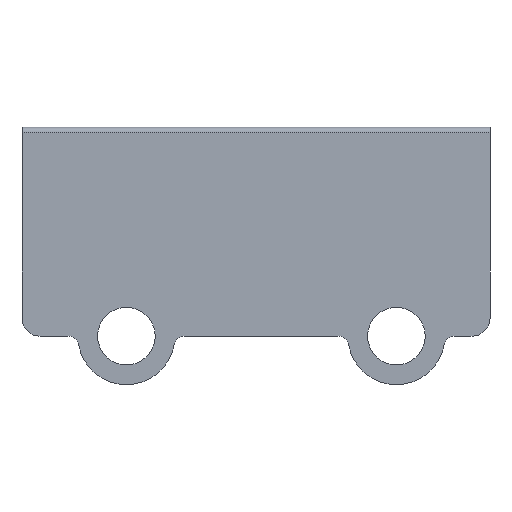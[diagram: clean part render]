
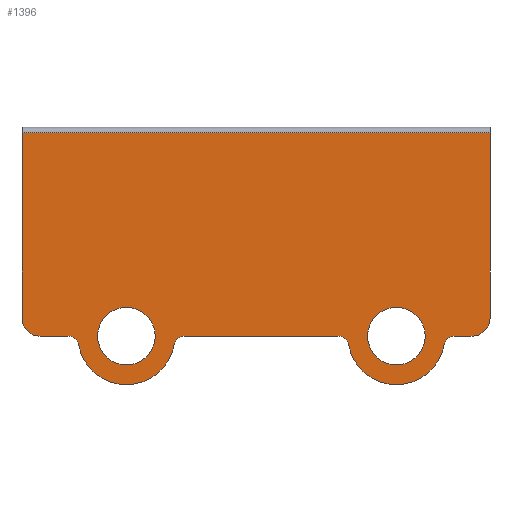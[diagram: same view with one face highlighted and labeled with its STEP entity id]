
A CAD part, left-side view. The second image highlights one B-rep face of the part: STEP entity #1396.
In plain terms, the highlighted planar face has unit normal (-1, 0, 0).
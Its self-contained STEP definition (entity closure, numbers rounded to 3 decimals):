
#353=DIRECTION('',(0.,0.,-1.));
#354=VECTOR('',#353,10.3);
#355=CARTESIAN_POINT('',(-4.3,-13.,-0.1));
#356=LINE('',#355,#354);
#425=CARTESIAN_POINT('',(-4.3,-7.8,-11.4));
#426=DIRECTION('',(1.,0.,0.));
#427=DIRECTION('',(0.,0.,1.));
#428=AXIS2_PLACEMENT_3D('',#425,#426,#427);
#430=CARTESIAN_POINT('',(-4.3,-7.8,-11.4));
#431=DIRECTION('',(1.,0.,0.));
#432=DIRECTION('',(0.,0.,-1.));
#433=AXIS2_PLACEMENT_3D('',#430,#431,#432);
#435=CARTESIAN_POINT('',(-4.3,7.2,-11.4));
#436=DIRECTION('',(1.,0.,0.));
#437=DIRECTION('',(0.,0.,1.));
#438=AXIS2_PLACEMENT_3D('',#435,#436,#437);
#440=CARTESIAN_POINT('',(-4.3,7.2,-11.4));
#441=DIRECTION('',(1.,0.,0.));
#442=DIRECTION('',(0.,0.,-1.));
#443=AXIS2_PLACEMENT_3D('',#440,#441,#442);
#445=CARTESIAN_POINT('',(-4.3,12.,-10.4));
#446=DIRECTION('',(-1.,0.,0.));
#447=DIRECTION('',(0.,1.,0.));
#448=AXIS2_PLACEMENT_3D('',#445,#446,#447);
#450=DIRECTION('',(0.,1.,0.));
#451=VECTOR('',#450,26.);
#452=CARTESIAN_POINT('',(-4.3,-13.,-0.1));
#453=LINE('',#452,#451);
#454=CARTESIAN_POINT('',(-4.3,-12.,-10.4));
#455=DIRECTION('',(-1.,0.,0.));
#456=DIRECTION('',(0.,0.,-1.));
#457=AXIS2_PLACEMENT_3D('',#454,#455,#456);
#459=DIRECTION('',(0.,1.,0.));
#460=VECTOR('',#459,0.955);
#461=CARTESIAN_POINT('',(-4.3,-12.,-11.4));
#462=LINE('',#461,#460);
#463=CARTESIAN_POINT('',(-4.3,-7.8,-11.4));
#464=DIRECTION('',(1.,0.,0.));
#465=DIRECTION('',(0.,-0.983,-0.182));
#466=AXIS2_PLACEMENT_3D('',#463,#464,#465);
#468=DIRECTION('',(0.,1.,0.));
#469=VECTOR('',#468,8.51);
#470=CARTESIAN_POINT('',(-4.3,-4.555,-11.4));
#471=LINE('',#470,#469);
#472=CARTESIAN_POINT('',(-4.3,7.2,-11.4));
#473=DIRECTION('',(1.,0.,0.));
#474=DIRECTION('',(0.,-0.983,-0.182));
#475=AXIS2_PLACEMENT_3D('',#472,#473,#474);
#477=DIRECTION('',(0.,-1.,0.));
#478=VECTOR('',#477,1.555);
#479=CARTESIAN_POINT('',(-4.3,12.,-11.4));
#480=LINE('',#479,#478);
#501=DIRECTION('',(0.,0.,-1.));
#502=VECTOR('',#501,10.3);
#503=CARTESIAN_POINT('',(-4.3,13.,-0.1));
#504=LINE('',#503,#502);
#518=CARTESIAN_POINT('',(-4.3,10.445,-12.));
#519=DIRECTION('',(1.,0.,0.));
#520=DIRECTION('',(0.,0.,1.));
#521=AXIS2_PLACEMENT_3D('',#518,#519,#520);
#536=CARTESIAN_POINT('',(-4.3,3.955,-12.));
#537=DIRECTION('',(1.,0.,0.));
#538=DIRECTION('',(0.,0.983,0.182));
#539=AXIS2_PLACEMENT_3D('',#536,#537,#538);
#554=CARTESIAN_POINT('',(-4.3,-4.555,-12.));
#555=DIRECTION('',(1.,0.,0.));
#556=DIRECTION('',(0.,0.,1.));
#557=AXIS2_PLACEMENT_3D('',#554,#555,#556);
#572=CARTESIAN_POINT('',(-4.3,-11.045,-12.));
#573=DIRECTION('',(1.,0.,0.));
#574=DIRECTION('',(0.,0.983,0.182));
#575=AXIS2_PLACEMENT_3D('',#572,#573,#574);
#619=CARTESIAN_POINT('',(-4.3,-13.,-0.1));
#620=VERTEX_POINT('',#619);
#627=CARTESIAN_POINT('',(-4.3,13.,-0.1));
#628=VERTEX_POINT('',#627);
#637=CARTESIAN_POINT('',(-4.3,7.2,-9.8));
#638=CARTESIAN_POINT('',(-4.3,7.2,-13.));
#639=VERTEX_POINT('',#637);
#640=VERTEX_POINT('',#638);
#641=CARTESIAN_POINT('',(-4.3,-7.8,-9.8));
#642=CARTESIAN_POINT('',(-4.3,-7.8,-13.));
#643=VERTEX_POINT('',#641);
#644=VERTEX_POINT('',#642);
#662=CARTESIAN_POINT('',(-4.3,9.855,-11.891));
#664=VERTEX_POINT('',#662);
#666=CARTESIAN_POINT('',(-4.3,10.445,-11.4));
#668=VERTEX_POINT('',#666);
#678=CARTESIAN_POINT('',(-4.3,3.955,-11.4));
#680=VERTEX_POINT('',#678);
#682=CARTESIAN_POINT('',(-4.3,4.545,-11.891));
#684=VERTEX_POINT('',#682);
#702=CARTESIAN_POINT('',(-4.3,-5.145,-11.891));
#704=VERTEX_POINT('',#702);
#706=CARTESIAN_POINT('',(-4.3,-4.555,-11.4));
#708=VERTEX_POINT('',#706);
#710=CARTESIAN_POINT('',(-4.3,-11.045,-11.4));
#712=VERTEX_POINT('',#710);
#714=CARTESIAN_POINT('',(-4.3,-10.455,-11.891));
#716=VERTEX_POINT('',#714);
#729=CARTESIAN_POINT('',(-4.3,13.,-10.4));
#730=VERTEX_POINT('',#729);
#731=CARTESIAN_POINT('',(-4.3,12.,-11.4));
#732=VERTEX_POINT('',#731);
#745=CARTESIAN_POINT('',(-4.3,-12.,-11.4));
#746=VERTEX_POINT('',#745);
#747=CARTESIAN_POINT('',(-4.3,-13.,-10.4));
#748=VERTEX_POINT('',#747);
#1353=CARTESIAN_POINT('',(-4.3,-13.,-0.1));
#1354=DIRECTION('',(1.,0.,0.));
#1355=DIRECTION('',(0.,0.,-1.));
#1356=AXIS2_PLACEMENT_3D('',#1353,#1354,#1355);
#1357=PLANE('',#1356);
#1359=ORIENTED_EDGE('',*,*,#1358,.F.);
#1361=ORIENTED_EDGE('',*,*,#1360,.F.);
#1363=ORIENTED_EDGE('',*,*,#1362,.F.);
#1364=ORIENTED_EDGE('',*,*,#1257,.T.);
#1365=ORIENTED_EDGE('',*,*,#1274,.F.);
#1367=ORIENTED_EDGE('',*,*,#1366,.T.);
#1369=ORIENTED_EDGE('',*,*,#1368,.F.);
#1371=ORIENTED_EDGE('',*,*,#1370,.T.);
#1373=ORIENTED_EDGE('',*,*,#1372,.F.);
#1375=ORIENTED_EDGE('',*,*,#1374,.T.);
#1377=ORIENTED_EDGE('',*,*,#1376,.F.);
#1379=ORIENTED_EDGE('',*,*,#1378,.T.);
#1381=ORIENTED_EDGE('',*,*,#1380,.F.);
#1383=ORIENTED_EDGE('',*,*,#1382,.F.);
#1384=EDGE_LOOP('',(#1359,#1361,#1363,#1364,#1365,#1367,#1369,#1371,#1373,#1375,
#1377,#1379,#1381,#1383));
#1385=FACE_OUTER_BOUND('',#1384,.F.);
#1386=ORIENTED_EDGE('',*,*,#1333,.F.);
#1387=ORIENTED_EDGE('',*,*,#1347,.F.);
#1388=EDGE_LOOP('',(#1386,#1387));
#1389=FACE_BOUND('',#1388,.F.);
#1391=ORIENTED_EDGE('',*,*,#1390,.F.);
#1393=ORIENTED_EDGE('',*,*,#1392,.F.);
#1394=EDGE_LOOP('',(#1391,#1393));
#1395=FACE_BOUND('',#1394,.F.);
#1396=ADVANCED_FACE('',(#1385,#1389,#1395),#1357,.F.);
#429=CIRCLE('',#428,1.6);
#434=CIRCLE('',#433,1.6);
#439=CIRCLE('',#438,1.6);
#444=CIRCLE('',#443,1.6);
#449=CIRCLE('',#448,1.);
#458=CIRCLE('',#457,1.);
#467=CIRCLE('',#466,2.7);
#476=CIRCLE('',#475,2.7);
#522=CIRCLE('',#521,0.6);
#540=CIRCLE('',#539,0.6);
#558=CIRCLE('',#557,0.6);
#576=CIRCLE('',#575,0.6);
#1257=EDGE_CURVE('',#620,#748,#356,.T.);
#1274=EDGE_CURVE('',#746,#748,#458,.T.);
#1333=EDGE_CURVE('',#639,#640,#439,.T.);
#1347=EDGE_CURVE('',#640,#639,#444,.T.);
#1358=EDGE_CURVE('',#730,#732,#449,.T.);
#1360=EDGE_CURVE('',#628,#730,#504,.T.);
#1362=EDGE_CURVE('',#620,#628,#453,.T.);
#1366=EDGE_CURVE('',#746,#712,#462,.T.);
#1368=EDGE_CURVE('',#716,#712,#576,.T.);
#1370=EDGE_CURVE('',#716,#704,#467,.T.);
#1372=EDGE_CURVE('',#708,#704,#558,.T.);
#1374=EDGE_CURVE('',#708,#680,#471,.T.);
#1376=EDGE_CURVE('',#684,#680,#540,.T.);
#1378=EDGE_CURVE('',#684,#664,#476,.T.);
#1380=EDGE_CURVE('',#668,#664,#522,.T.);
#1382=EDGE_CURVE('',#732,#668,#480,.T.);
#1390=EDGE_CURVE('',#643,#644,#429,.T.);
#1392=EDGE_CURVE('',#644,#643,#434,.T.);
